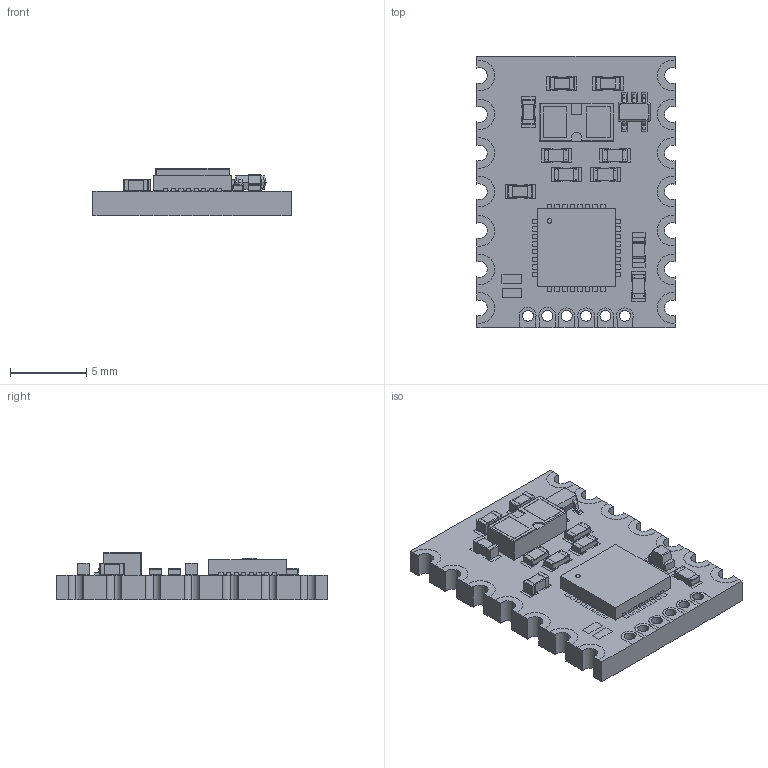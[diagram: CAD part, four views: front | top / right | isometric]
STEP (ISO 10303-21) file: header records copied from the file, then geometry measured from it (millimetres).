
FILE_DESCRIPTION (( 'STEP AP214' ), '1' );
FILE_NAME ('MappyDotPlus.STEP', '2018-04-12T14:55:10', ( 'Blair Wyatt' ), ( '' ), 'SwSTEP 2.0', 'SolidWorks 2017', '' );
FILE_SCHEMA (( 'AUTOMOTIVE_DESIGN' ));
Length unit declared in the file: metre
Products named in the file (8): vl53l1x; User Library-sot353___ _________; User Library-VQFN-32; User Library-led0603_GRE_Domyslna; User Library-cap_0603-1___ _________; User Library-CR1608-0603_Predeterminado; mappydot; MappyDotPlus
Assembly tree (14 placements, depth 2):
  MappyDotPlus
    mappydot
    User Library-CR1608-0603_Predeterminado  x5
    User Library-cap_0603-1___ _________  x4
    User Library-led0603_GRE_Domyslna
    User Library-VQFN-32
    User Library-sot353___ _________
    vl53l1x
Bounding box: 13 x 17.8 x 3.1 mm (x, y, z)
Volume: 407 mm3; surface area: 799.2 mm2
Topology: 35 solids, 35 shells, 1251 faces, 3236 edges, 2090 vertices
Faces by surface type: plane 936, cylinder 279, sphere 36
Entity records: 39186 total; most frequent: CARTESIAN_POINT 5218, ORIENTED_EDGE 5056, DIRECTION 4878, EDGE_CURVE 2528, LINE 2098, VECTOR 2098, VERTEX_POINT 1666, AXIS2_PLACEMENT_3D 1390
